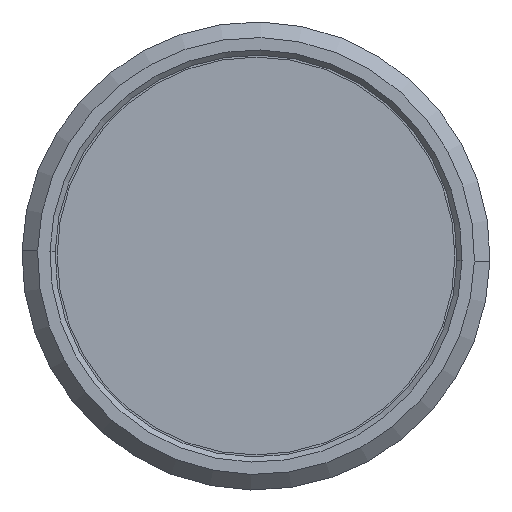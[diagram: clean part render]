
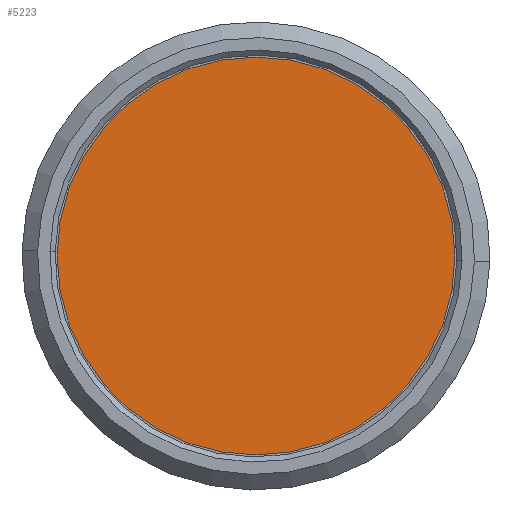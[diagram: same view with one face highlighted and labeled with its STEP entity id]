
A CAD part, front view. The second image highlights one B-rep face of the part: STEP entity #5223.
In plain terms, the highlighted planar face has unit normal (0, -1, 0).
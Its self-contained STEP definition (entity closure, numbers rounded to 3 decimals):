
#1732=CARTESIAN_POINT('',(0.,-4.85,0.));
#1733=DIRECTION('',(0.,1.,0.));
#1734=DIRECTION('',(1.,0.,0.));
#1735=AXIS2_PLACEMENT_3D('',#1732,#1733,#1734);
#1737=CARTESIAN_POINT('',(0.,-4.85,0.));
#1738=DIRECTION('',(0.,1.,0.));
#1739=DIRECTION('',(-1.,0.,0.));
#1740=AXIS2_PLACEMENT_3D('',#1737,#1738,#1739);
#2161=CARTESIAN_POINT('',(7.65,-4.85,0.));
#2162=CARTESIAN_POINT('',(-7.65,-4.85,0.));
#2163=VERTEX_POINT('',#2161);
#2164=VERTEX_POINT('',#2162);
#5214=CARTESIAN_POINT('',(0.,-4.85,0.));
#5215=DIRECTION('',(0.,1.,0.));
#5216=DIRECTION('',(1.,0.,0.));
#5217=AXIS2_PLACEMENT_3D('',#5214,#5215,#5216);
#5218=PLANE('',#5217);
#5219=ORIENTED_EDGE('',*,*,#5180,.T.);
#5220=ORIENTED_EDGE('',*,*,#5201,.T.);
#5221=EDGE_LOOP('',(#5219,#5220));
#5222=FACE_OUTER_BOUND('',#5221,.F.);
#5223=ADVANCED_FACE('',(#5222),#5218,.F.);
#1736=CIRCLE('',#1735,7.65);
#1741=CIRCLE('',#1740,7.65);
#5180=EDGE_CURVE('',#2163,#2164,#1736,.T.);
#5201=EDGE_CURVE('',#2164,#2163,#1741,.T.);
